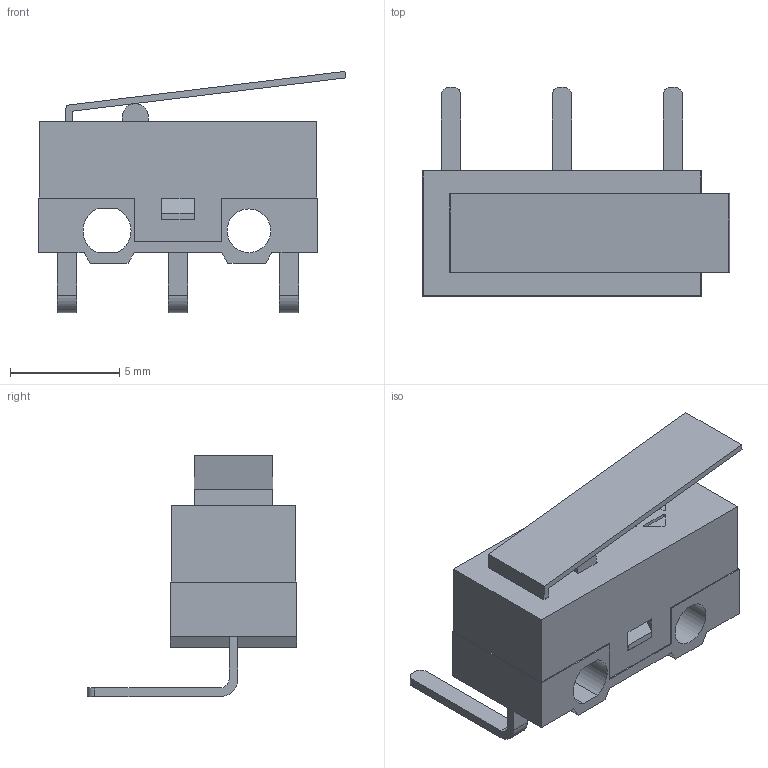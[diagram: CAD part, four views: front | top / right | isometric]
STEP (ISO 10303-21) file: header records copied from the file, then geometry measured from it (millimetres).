
FILE_DESCRIPTION((' '),'2;1');
FILE_NAME('SS075xx01FxxxV2A.stp','2017-08-01T12:55:17',(' '),(' '),' ','ACIS',' ');
FILE_SCHEMA(('CONFIG_CONTROL_DESIGN'));
Length unit declared in the file: inch
Products named in the file (1): SS075xx01FxxxV2A.stp
Bounding box: 14.09 x 9.6 x 11.05 mm (x, y, z)
Volume: 267.1 mm3; surface area: 858.9 mm2
Topology: 2 solids, 2 shells, 159 faces, 421 edges, 276 vertices
Faces by surface type: plane 129, cylinder 30
Full cylindrical faces by diameter (mm): 2 x1
Entity records: 4983 total; most frequent: CARTESIAN_POINT 856, ORIENTED_EDGE 840, DIRECTION 800, EDGE_CURVE 420, VECTOR 360, LINE 360, VERTEX_POINT 276, AXIS2_PLACEMENT_3D 220
